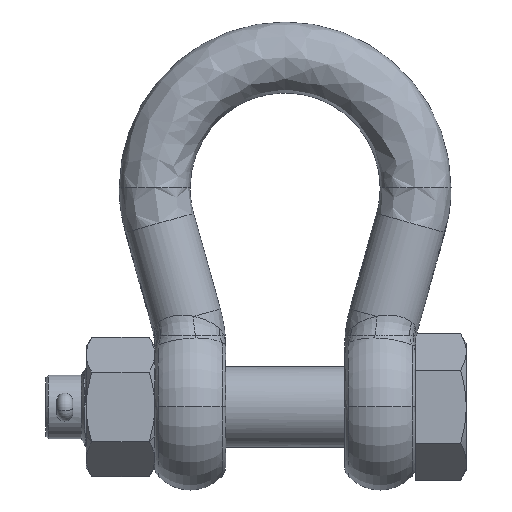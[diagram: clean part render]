
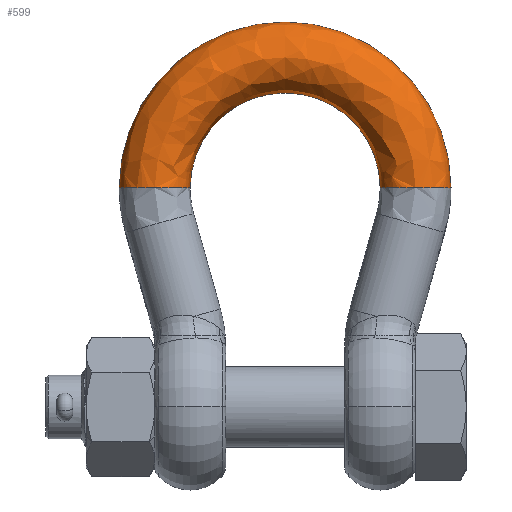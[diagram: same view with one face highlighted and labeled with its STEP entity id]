
A CAD part, top view. The second image highlights one B-rep face of the part: STEP entity #599.
In plain terms, the highlighted free-form (B-spline) face has degree [3, 3] with [4, 4] control points.
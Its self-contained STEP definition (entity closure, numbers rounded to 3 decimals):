
#599=ADVANCED_FACE('NONE',(#1896),#1897,.F.);
#1896=FACE_OUTER_BOUND('',#11074,.T.);
#1897=(B_SPLINE_SURFACE(3,3,((#11076,#11077,#11078,#11079),(#11080,#11081,#11082,#11083),(#11084,#11085,#11086,#11087),(#11088,#11089,#11090,#11091)),.UNSPECIFIED.,.F.,.F.,.F.)B_SPLINE_SURFACE_WITH_KNOTS((4,4),(4,4),(0.0,1.0),(0.0,1.0),.UNSPECIFIED.)RATIONAL_B_SPLINE_SURFACE(((1.0,0.333,0.333,1.0),(0.333,0.111,0.111,0.333),(0.333,0.111,0.111,0.333),(1.0,0.333,0.333,1.0)))BOUNDED_SURFACE()REPRESENTATION_ITEM('')GEOMETRIC_REPRESENTATION_ITEM()SURFACE());
#11074=EDGE_LOOP('',(#20110,#20111,#20112,#20113));
#11076=CARTESIAN_POINT('',(-37.5,86.5,0.));
#11077=CARTESIAN_POINT('',(-37.5,161.5,0.));
#11078=CARTESIAN_POINT('',(37.5,161.5,0.));
#11079=CARTESIAN_POINT('',(37.5,86.5,0.));
#11080=CARTESIAN_POINT('',(-37.5,86.5,28.0));
#11081=CARTESIAN_POINT('',(-37.5,161.5,28.0));
#11082=CARTESIAN_POINT('',(37.5,161.5,28.0));
#11083=CARTESIAN_POINT('',(37.5,86.5,28.0));
#11084=CARTESIAN_POINT('',(-65.5,86.5,28.0));
#11085=CARTESIAN_POINT('',(-65.5,217.5,28.0));
#11086=CARTESIAN_POINT('',(65.5,217.5,28.0));
#11087=CARTESIAN_POINT('',(65.5,86.5,28.0));
#11088=CARTESIAN_POINT('',(-65.5,86.5,0.));
#11089=CARTESIAN_POINT('',(-65.5,217.5,0.));
#11090=CARTESIAN_POINT('',(65.5,217.5,0.));
#11091=CARTESIAN_POINT('',(65.5,86.5,0.));
#20110=ORIENTED_EDGE('',*,*,#23542,.T.);
#20111=ORIENTED_EDGE('',*,*,#23543,.T.);
#20112=ORIENTED_EDGE('',*,*,#23451,.F.);
#20113=ORIENTED_EDGE('',*,*,#23544,.T.);
#23451=EDGE_CURVE('NONE',#26696,#26697,#26698,.T.);
#23542=EDGE_CURVE('NONE',#26831,#26832,#26833,.T.);
#23543=EDGE_CURVE('NONE',#26832,#26697,#26834,.T.);
#23544=EDGE_CURVE('NONE',#26696,#26831,#26835,.T.);
#26696=VERTEX_POINT('NONE',#37434);
#26697=VERTEX_POINT('NONE',#37435);
#26698=CIRCLE('',#37436,14.0);
#26831=VERTEX_POINT('NONE',#37792);
#26832=VERTEX_POINT('NONE',#37793);
#26833=CIRCLE('',#37794,14.0);
#26834=CIRCLE('',#37795,65.5);
#26835=CIRCLE('',#37796,37.5);
#37434=CARTESIAN_POINT('',(-37.5,86.5,0.));
#37435=CARTESIAN_POINT('',(-65.5,86.5,0.));
#37436=AXIS2_PLACEMENT_3D('',#42804,#42805,#42806);
#37792=CARTESIAN_POINT('',(37.5,86.5,0.));
#37793=CARTESIAN_POINT('',(65.5,86.5,0.));
#37794=AXIS2_PLACEMENT_3D('',#42891,#42892,#42893);
#37795=AXIS2_PLACEMENT_3D('',#42894,#42895,#42896);
#37796=AXIS2_PLACEMENT_3D('',#42897,#42898,#42899);
#42804=CARTESIAN_POINT('',(-51.5,86.5,0.));
#42805=DIRECTION('',(0.0,-1.0,0.0));
#42806=DIRECTION('',(0.0,0.0,-1.0));
#42891=CARTESIAN_POINT('',(51.5,86.5,0.));
#42892=DIRECTION('',(0.,1.0,0.));
#42893=DIRECTION('',(0.0,0.,1.0));
#42894=CARTESIAN_POINT('',(0.0,86.5,0.));
#42895=DIRECTION('',(0.0,0.0,1.0));
#42896=DIRECTION('',(-1.0,0.0,0.0));
#42897=CARTESIAN_POINT('',(0.0,86.5,0.));
#42898=DIRECTION('',(0.0,0.0,-1.0));
#42899=DIRECTION('',(-1.0,0.0,0.0));
